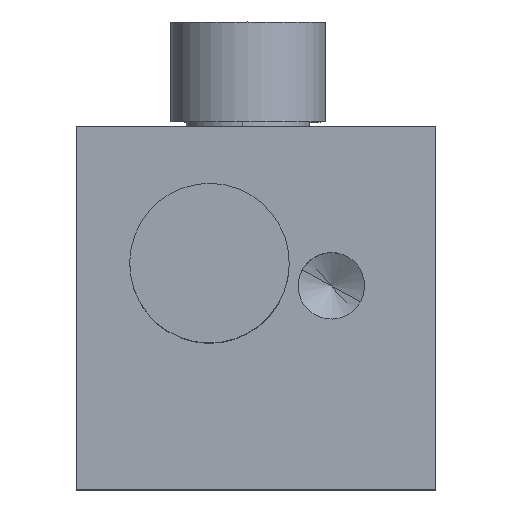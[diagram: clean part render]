
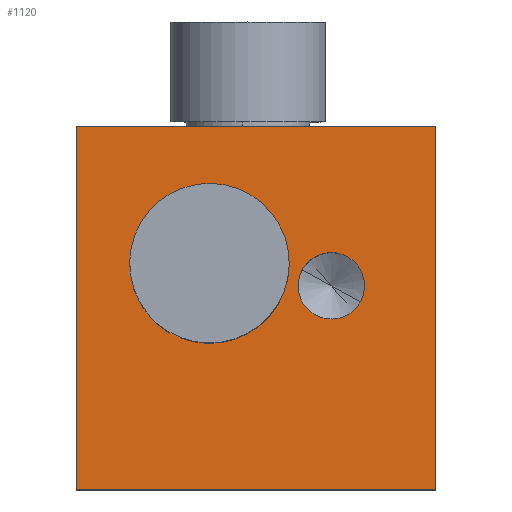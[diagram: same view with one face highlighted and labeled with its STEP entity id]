
A CAD part, top view. The second image highlights one B-rep face of the part: STEP entity #1120.
In plain terms, the highlighted planar face has unit normal (0, 0, 1).
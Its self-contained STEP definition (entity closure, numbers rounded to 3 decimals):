
#831=AXIS2_PLACEMENT_3D('Circle Axis2P3D',#829,#830,$) ;
#850=AXIS2_PLACEMENT_3D('Circle Axis2P3D',#848,#849,$) ;
#874=AXIS2_PLACEMENT_3D('Circle Axis2P3D',#872,#873,$) ;
#893=AXIS2_PLACEMENT_3D('Circle Axis2P3D',#891,#892,$) ;
#1099=AXIS2_PLACEMENT_3D('Plane Axis2P3D',#1096,#1097,#1098) ;
#795=CARTESIAN_POINT('Vertex',(9.2,-10.2,0.)) ;
#798=CARTESIAN_POINT('Line Origine',(1.1,-10.2,0.)) ;
#802=CARTESIAN_POINT('Vertex',(-7.,-10.2,0.)) ;
#826=CARTESIAN_POINT('Vertex',(3.184,-0.281,0.)) ;
#829=CARTESIAN_POINT('Axis2P3D Location',(4.5,-1.,0.)) ;
#833=CARTESIAN_POINT('Vertex',(5.816,-1.719,0.)) ;
#848=CARTESIAN_POINT('Axis2P3D Location',(4.5,-1.,0.)) ;
#869=CARTESIAN_POINT('Vertex',(-4.159,-1.726,0.)) ;
#872=CARTESIAN_POINT('Axis2P3D Location',(-1.,0.,0.)) ;
#876=CARTESIAN_POINT('Vertex',(2.159,1.726,0.)) ;
#891=CARTESIAN_POINT('Axis2P3D Location',(-1.,0.,0.)) ;
#1055=CARTESIAN_POINT('Vertex',(9.2,6.2,0.)) ;
#1058=CARTESIAN_POINT('Line Origine',(9.2,-2.,0.)) ;
#1080=CARTESIAN_POINT('Vertex',(-7.,6.2,0.)) ;
#1083=CARTESIAN_POINT('Line Origine',(-7.,-2.,0.)) ;
#1096=CARTESIAN_POINT('Axis2P3D Location',(-1.,0.,0.)) ;
#1101=CARTESIAN_POINT('Line Origine',(1.1,6.2,0.)) ;
#799=DIRECTION('Vector Direction',(-1.,0.,0.)) ;
#830=DIRECTION('Axis2P3D Direction',(0.,0.,-1.)) ;
#849=DIRECTION('Axis2P3D Direction',(0.,0.,-1.)) ;
#873=DIRECTION('Axis2P3D Direction',(0.,0.,1.)) ;
#892=DIRECTION('Axis2P3D Direction',(0.,0.,1.)) ;
#1059=DIRECTION('Vector Direction',(0.,-1.,0.)) ;
#1084=DIRECTION('Vector Direction',(0.,-1.,0.)) ;
#1097=DIRECTION('Axis2P3D Direction',(0.,0.,1.)) ;
#1098=DIRECTION('Axis2P3D XDirection',(1.,0.,0.)) ;
#1102=DIRECTION('Vector Direction',(-1.,0.,0.)) ;
#800=VECTOR('Line Direction',#799,1.) ;
#1060=VECTOR('Line Direction',#1059,1.) ;
#1085=VECTOR('Line Direction',#1084,1.) ;
#1103=VECTOR('Line Direction',#1102,1.) ;
#1107=ORIENTED_EDGE('',*,*,#1087,.T.) ;
#1108=ORIENTED_EDGE('',*,*,#804,.F.) ;
#1109=ORIENTED_EDGE('',*,*,#1062,.F.) ;
#1110=ORIENTED_EDGE('',*,*,#1105,.T.) ;
#1113=ORIENTED_EDGE('',*,*,#895,.F.) ;
#1114=ORIENTED_EDGE('',*,*,#878,.F.) ;
#1117=ORIENTED_EDGE('',*,*,#835,.F.) ;
#1118=ORIENTED_EDGE('',*,*,#852,.F.) ;
#1115=FACE_BOUND('',#1112,.T.) ;
#1119=FACE_BOUND('',#1116,.T.) ;
#1120=ADVANCED_FACE('NOCUT',(#1111,#1115,#1119),#1100,.T.) ;
#832=CIRCLE('generated circle',#831,1.5) ;
#851=CIRCLE('generated circle',#850,1.5) ;
#875=CIRCLE('generated circle',#874,3.6) ;
#894=CIRCLE('generated circle',#893,3.6) ;
#804=EDGE_CURVE('',#796,#803,#801,.T.) ;
#835=EDGE_CURVE('',#827,#834,#832,.F.) ;
#852=EDGE_CURVE('',#834,#827,#851,.F.) ;
#878=EDGE_CURVE('',#870,#877,#875,.T.) ;
#895=EDGE_CURVE('',#877,#870,#894,.T.) ;
#1062=EDGE_CURVE('',#1056,#796,#1061,.T.) ;
#1087=EDGE_CURVE('',#1081,#803,#1086,.T.) ;
#1105=EDGE_CURVE('',#1056,#1081,#1104,.T.) ;
#1106=EDGE_LOOP('',(#1107,#1108,#1109,#1110)) ;
#1112=EDGE_LOOP('',(#1113,#1114)) ;
#1116=EDGE_LOOP('',(#1117,#1118)) ;
#1111=FACE_OUTER_BOUND('',#1106,.T.) ;
#801=LINE('Line',#798,#800) ;
#1061=LINE('Line',#1058,#1060) ;
#1086=LINE('Line',#1083,#1085) ;
#1104=LINE('Line',#1101,#1103) ;
#1100=PLANE('',#1099) ;
#796=VERTEX_POINT('',#795) ;
#803=VERTEX_POINT('',#802) ;
#827=VERTEX_POINT('',#826) ;
#834=VERTEX_POINT('',#833) ;
#870=VERTEX_POINT('',#869) ;
#877=VERTEX_POINT('',#876) ;
#1056=VERTEX_POINT('',#1055) ;
#1081=VERTEX_POINT('',#1080) ;
